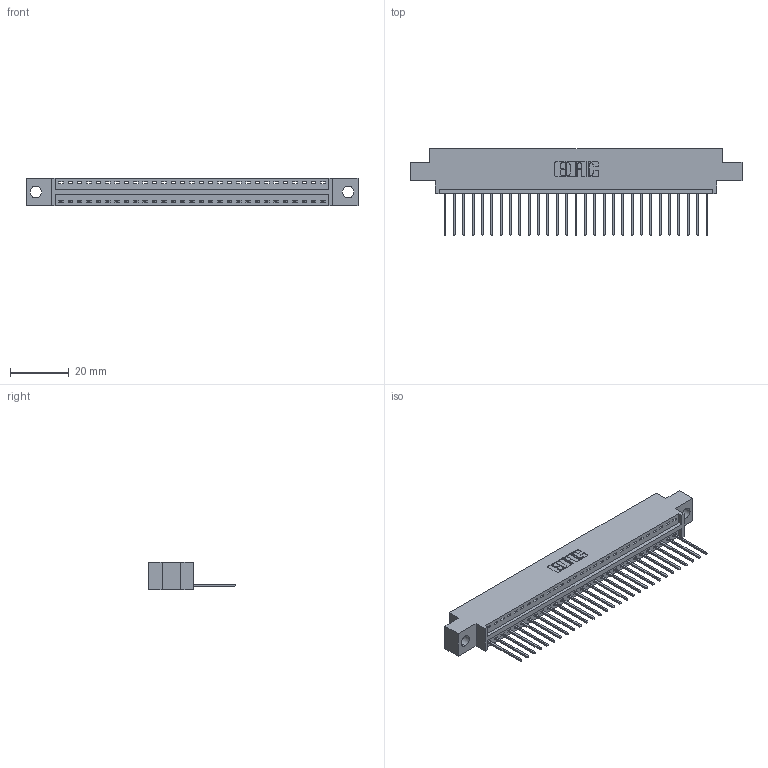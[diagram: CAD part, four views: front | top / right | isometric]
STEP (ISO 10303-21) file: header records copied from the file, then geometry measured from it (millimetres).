
FILE_DESCRIPTION (( 'STEP AP203' ), '1' );
FILE_NAME ('346-029-540-604.STEP', '2022-05-06T14:42:09', ( '' ), ( '' ), 'SwSTEP 2.0', 'SolidWorks 2020', '' );
FILE_SCHEMA (( 'CONFIG_CONTROL_DESIGN' ));
Length unit declared in the file: inch
Products named in the file (3): 346-029-540-604; 345-292-001_345-293-140; 346 Part_0.170 Offset - 0.156 Dia-TH
Assembly tree (30 placements, depth 2):
  346-029-540-604
    346 Part_0.170 Offset - 0.156 Dia-TH
    345-292-001_345-293-140  x29
Bounding box: 112.65 x 29.46 x 9.4 mm (x, y, z)
Volume: 10472.1 mm3; surface area: 13232.8 mm2
Topology: 30 solids, 30 shells, 1822 faces, 5481 edges, 3614 vertices
Faces by surface type: plane 1254, cylinder 568
Entity records: 20317 total; most frequent: CARTESIAN_POINT 3497, ORIENTED_EDGE 3458, DIRECTION 3099, EDGE_CURVE 1729, LINE 1481, VECTOR 1481, VERTEX_POINT 1150, AXIS2_PLACEMENT_3D 809
